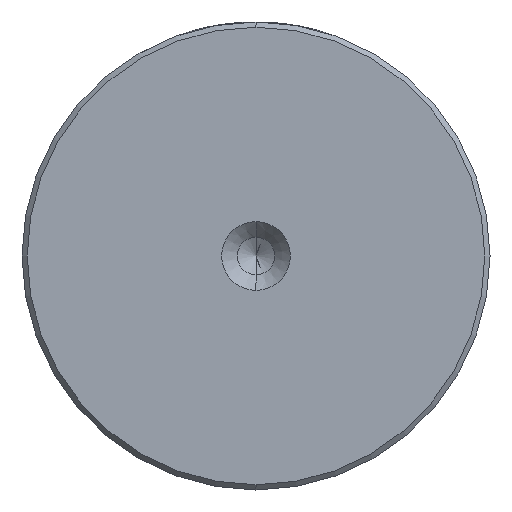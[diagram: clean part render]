
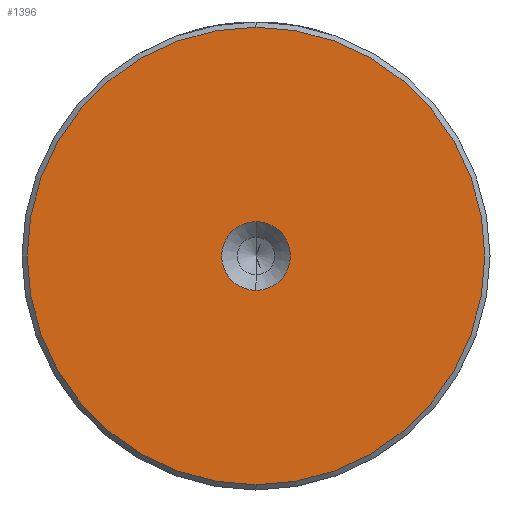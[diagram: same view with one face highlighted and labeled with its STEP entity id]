
A CAD part, left-side view. The second image highlights one B-rep face of the part: STEP entity #1396.
In plain terms, the highlighted planar face has unit normal (-1, 0, 0).
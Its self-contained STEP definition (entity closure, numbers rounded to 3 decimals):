
#10 = CIRCLE ( 'NONE', #1718, 3.3 ) ;
#20 = DIRECTION ( 'NONE',  ( -1., 0., 0. ) ) ;
#95 = VERTEX_POINT ( 'NONE', #766 ) ;
#161 = CARTESIAN_POINT ( 'NONE',  ( 0., 0., 22. ) ) ;
#206 = FACE_OUTER_BOUND ( 'NONE', #263, .T. ) ;
#263 = EDGE_LOOP ( 'NONE', ( #1431, #1218 ) ) ;
#276 = DIRECTION ( 'NONE',  ( -1., 0., 0. ) ) ;
#346 = CARTESIAN_POINT ( 'NONE',  ( 0., 0., -22. ) ) ;
#367 = AXIS2_PLACEMENT_3D ( 'NONE', #1429, #20, #1684 ) ;
#420 = EDGE_LOOP ( 'NONE', ( #1679, #2811 ) ) ;
#432 = FACE_BOUND ( 'NONE', #420, .T. ) ;
#614 = DIRECTION ( 'NONE',  ( 0., 0., 1. ) ) ;
#635 = DIRECTION ( 'NONE',  ( -1., 0., 0. ) ) ;
#766 = CARTESIAN_POINT ( 'NONE',  ( 0., 0., -3.3 ) ) ;
#1051 = CARTESIAN_POINT ( 'NONE',  ( 0., 0., 0. ) ) ;
#1057 = AXIS2_PLACEMENT_3D ( 'NONE', #1051, #2768, #1286 ) ;
#1218 = ORIENTED_EDGE ( 'NONE', *, *, #2986, .T. ) ;
#1286 = DIRECTION ( 'NONE',  ( 0., 0., 1. ) ) ;
#1392 = CIRCLE ( 'NONE', #367, 22. ) ;
#1396 = ADVANCED_FACE ( 'NONE', ( #206, #432 ), #1557, .T. ) ;
#1429 = CARTESIAN_POINT ( 'NONE',  ( 0., 0., 0. ) ) ;
#1431 = ORIENTED_EDGE ( 'NONE', *, *, #1814, .T. ) ;
#1557 = PLANE ( 'NONE',  #1931 ) ;
#1679 = ORIENTED_EDGE ( 'NONE', *, *, #3083, .F. ) ;
#1684 = DIRECTION ( 'NONE',  ( 0., 0., 1. ) ) ;
#1700 = CARTESIAN_POINT ( 'NONE',  ( 0., 0., 0. ) ) ;
#1718 = AXIS2_PLACEMENT_3D ( 'NONE', #2088, #635, #2338 ) ;
#1814 = EDGE_CURVE ( 'NONE', #2696, #2766, #1392, .T. ) ;
#1819 = CIRCLE ( 'NONE', #3098, 22. ) ;
#1931 = AXIS2_PLACEMENT_3D ( 'NONE', #2550, #2066, #614 ) ;
#1955 = DIRECTION ( 'NONE',  ( 0., 0., 1. ) ) ;
#2066 = DIRECTION ( 'NONE',  ( -1., 0., 0. ) ) ;
#2088 = CARTESIAN_POINT ( 'NONE',  ( 0., 0., 0. ) ) ;
#2145 = EDGE_CURVE ( 'NONE', #95, #2463, #10, .T. ) ;
#2223 = CARTESIAN_POINT ( 'NONE',  ( 0., 0., 3.3 ) ) ;
#2338 = DIRECTION ( 'NONE',  ( 0., 0., 1. ) ) ;
#2463 = VERTEX_POINT ( 'NONE', #2223 ) ;
#2550 = CARTESIAN_POINT ( 'NONE',  ( 0., 0., 0. ) ) ;
#2696 = VERTEX_POINT ( 'NONE', #346 ) ;
#2766 = VERTEX_POINT ( 'NONE', #161 ) ;
#2768 = DIRECTION ( 'NONE',  ( -1., 0., 0. ) ) ;
#2811 = ORIENTED_EDGE ( 'NONE', *, *, #2145, .F. ) ;
#2893 = CIRCLE ( 'NONE', #1057, 3.3 ) ;
#2986 = EDGE_CURVE ( 'NONE', #2766, #2696, #1819, .T. ) ;
#3083 = EDGE_CURVE ( 'NONE', #2463, #95, #2893, .T. ) ;
#3098 = AXIS2_PLACEMENT_3D ( 'NONE', #1700, #276, #1955 ) ;
